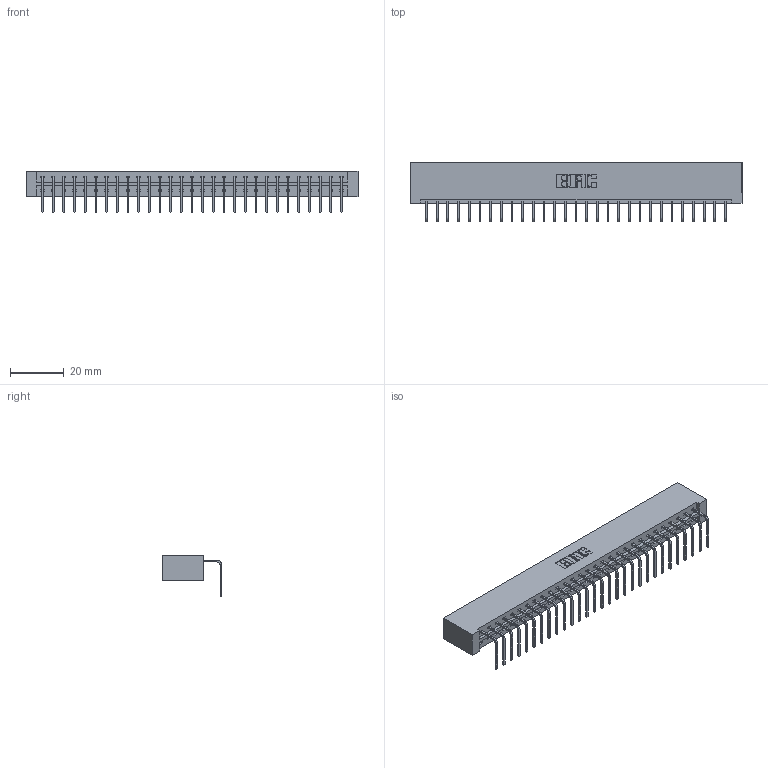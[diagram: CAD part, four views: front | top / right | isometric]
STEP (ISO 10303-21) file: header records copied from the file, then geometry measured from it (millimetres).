
FILE_DESCRIPTION (( 'STEP AP203' ), '1' );
FILE_NAME ('333-029-558-101.STEP', '2018-08-02T16:46:56', ( '' ), ( '' ), 'SwSTEP 2.0', 'SolidWorks 2016', '' );
FILE_SCHEMA (( 'CONFIG_CONTROL_DESIGN' ));
Length unit declared in the file: inch
Products named in the file (3): 333 Part_Lugless; 345-292-001_558 Tail - 2; 333-029-558-101
Assembly tree (30 placements, depth 2):
  333-029-558-101
    333 Part_Lugless
    345-292-001_558 Tail - 2  x29
Bounding box: 123.16 x 22.17 x 15.37 mm (x, y, z)
Volume: 12991.4 mm3; surface area: 14520.4 mm2
Topology: 30 solids, 30 shells, 1846 faces, 5565 edges, 3670 vertices
Faces by surface type: plane 1342, cylinder 504
Entity records: 19217 total; most frequent: CARTESIAN_POINT 3325, ORIENTED_EDGE 3290, DIRECTION 2823, EDGE_CURVE 1645, LINE 1525, VECTOR 1525, VERTEX_POINT 1094, AXIS2_PLACEMENT_3D 649
